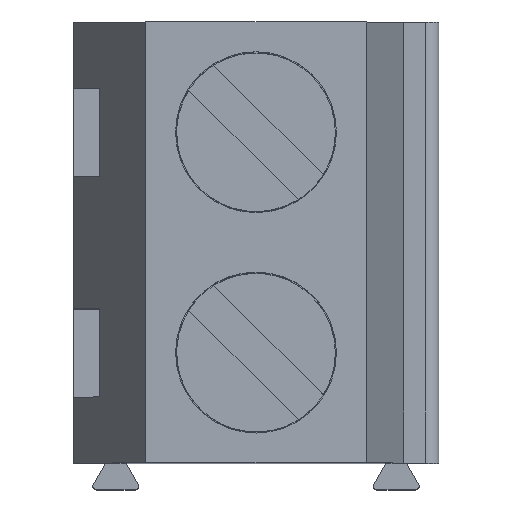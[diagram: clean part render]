
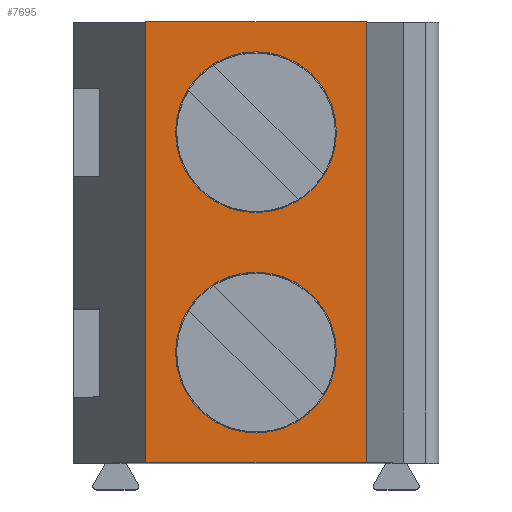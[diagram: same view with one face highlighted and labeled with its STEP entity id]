
A CAD part, top view. The second image highlights one B-rep face of the part: STEP entity #7695.
In plain terms, the highlighted planar face has unit normal (0, 0, 1).
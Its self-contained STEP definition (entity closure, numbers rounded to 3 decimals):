
#2481 = PLANE('',#2482);
#2482 = AXIS2_PLACEMENT_3D('',#2483,#2484,#2485);
#2483 = CARTESIAN_POINT('',(4.15,-5.,0.));
#2484 = DIRECTION('',(0.,-1.,0.));
#2485 = DIRECTION('',(0.,0.,-1.));
#2715 = PLANE('',#2716);
#2716 = AXIS2_PLACEMENT_3D('',#2717,#2718,#2719);
#2717 = CARTESIAN_POINT('',(4.15,5.,0.));
#2718 = DIRECTION('',(0.,-1.,0.));
#2719 = DIRECTION('',(0.,0.,-1.));
#3446 = VERTEX_POINT('',#3447);
#3447 = CARTESIAN_POINT('',(2.5,-5.,10.));
#3461 = PLANE('',#3462);
#3462 = AXIS2_PLACEMENT_3D('',#3463,#3464,#3465);
#3463 = CARTESIAN_POINT('',(2.5,5.,10.));
#3464 = DIRECTION('',(0.978,0.,0.208));
#3465 = DIRECTION('',(0.208,0.,-0.978)
  );
#3473 = EDGE_CURVE('',#3474,#3446,#3476,.T.);
#3474 = VERTEX_POINT('',#3475);
#3475 = CARTESIAN_POINT('',(-2.5,-5.,10.));
#3476 = SURFACE_CURVE('',#3477,(#3481,#3488),.PCURVE_S1.);
#3477 = LINE('',#3478,#3479);
#3478 = CARTESIAN_POINT('',(-2.5,-5.,10.));
#3479 = VECTOR('',#3480,1.);
#3480 = DIRECTION('',(1.,0.,0.));
#3481 = PCURVE('',#2481,#3482);
#3482 = DEFINITIONAL_REPRESENTATION('',(#3483),#3487);
#3483 = LINE('',#3484,#3485);
#3484 = CARTESIAN_POINT('',(-10.,-6.65));
#3485 = VECTOR('',#3486,1.);
#3486 = DIRECTION('',(0.,1.));
#3487 = ( GEOMETRIC_REPRESENTATION_CONTEXT(2) 
PARAMETRIC_REPRESENTATION_CONTEXT() REPRESENTATION_CONTEXT('2D SPACE',''
  ) );
#3488 = PCURVE('',#3489,#3494);
#3489 = PLANE('',#3490);
#3490 = AXIS2_PLACEMENT_3D('',#3491,#3492,#3493);
#3491 = CARTESIAN_POINT('',(-2.5,5.,10.));
#3492 = DIRECTION('',(0.,0.,1.));
#3493 = DIRECTION('',(1.,0.,0.));
#3494 = DEFINITIONAL_REPRESENTATION('',(#3495),#3499);
#3495 = LINE('',#3496,#3497);
#3496 = CARTESIAN_POINT('',(0.,-10.));
#3497 = VECTOR('',#3498,1.);
#3498 = DIRECTION('',(1.,0.));
#3499 = ( GEOMETRIC_REPRESENTATION_CONTEXT(2) 
PARAMETRIC_REPRESENTATION_CONTEXT() REPRESENTATION_CONTEXT('2D SPACE',''
  ) );
#3517 = PLANE('',#3518);
#3518 = AXIS2_PLACEMENT_3D('',#3519,#3520,#3521);
#3519 = CARTESIAN_POINT('',(-4.15,5.,4.));
#3520 = DIRECTION('',(-0.964,0.,0.265)
  );
#3521 = DIRECTION('',(0.265,0.,0.964)
  );
#4019 = VERTEX_POINT('',#4020);
#4020 = CARTESIAN_POINT('',(2.5,5.,10.));
#4041 = EDGE_CURVE('',#4042,#4019,#4044,.T.);
#4042 = VERTEX_POINT('',#4043);
#4043 = CARTESIAN_POINT('',(-2.5,5.,10.));
#4044 = SURFACE_CURVE('',#4045,(#4049,#4056),.PCURVE_S1.);
#4045 = LINE('',#4046,#4047);
#4046 = CARTESIAN_POINT('',(-2.5,5.,10.));
#4047 = VECTOR('',#4048,1.);
#4048 = DIRECTION('',(1.,0.,0.));
#4049 = PCURVE('',#2715,#4050);
#4050 = DEFINITIONAL_REPRESENTATION('',(#4051),#4055);
#4051 = LINE('',#4052,#4053);
#4052 = CARTESIAN_POINT('',(-10.,-6.65));
#4053 = VECTOR('',#4054,1.);
#4054 = DIRECTION('',(0.,1.));
#4055 = ( GEOMETRIC_REPRESENTATION_CONTEXT(2) 
PARAMETRIC_REPRESENTATION_CONTEXT() REPRESENTATION_CONTEXT('2D SPACE',''
  ) );
#4056 = PCURVE('',#3489,#4057);
#4057 = DEFINITIONAL_REPRESENTATION('',(#4058),#4062);
#4058 = LINE('',#4059,#4060);
#4059 = CARTESIAN_POINT('',(0.,0.));
#4060 = VECTOR('',#4061,1.);
#4061 = DIRECTION('',(1.,0.));
#4062 = ( GEOMETRIC_REPRESENTATION_CONTEXT(2) 
PARAMETRIC_REPRESENTATION_CONTEXT() REPRESENTATION_CONTEXT('2D SPACE',''
  ) );
#7675 = EDGE_CURVE('',#4042,#3474,#7676,.T.);
#7676 = SURFACE_CURVE('',#7677,(#7681,#7688),.PCURVE_S1.);
#7677 = LINE('',#7678,#7679);
#7678 = CARTESIAN_POINT('',(-2.5,5.,10.));
#7679 = VECTOR('',#7680,1.);
#7680 = DIRECTION('',(0.,-1.,0.));
#7681 = PCURVE('',#3517,#7682);
#7682 = DEFINITIONAL_REPRESENTATION('',(#7683),#7687);
#7683 = LINE('',#7684,#7685);
#7684 = CARTESIAN_POINT('',(6.223,0.));
#7685 = VECTOR('',#7686,1.);
#7686 = DIRECTION('',(0.,-1.));
#7687 = ( GEOMETRIC_REPRESENTATION_CONTEXT(2) 
PARAMETRIC_REPRESENTATION_CONTEXT() REPRESENTATION_CONTEXT('2D SPACE',''
  ) );
#7688 = PCURVE('',#3489,#7689);
#7689 = DEFINITIONAL_REPRESENTATION('',(#7690),#7694);
#7690 = LINE('',#7691,#7692);
#7691 = CARTESIAN_POINT('',(0.,0.));
#7692 = VECTOR('',#7693,1.);
#7693 = DIRECTION('',(0.,-1.));
#7694 = ( GEOMETRIC_REPRESENTATION_CONTEXT(2) 
PARAMETRIC_REPRESENTATION_CONTEXT() REPRESENTATION_CONTEXT('2D SPACE',''
  ) );
#7695 = ADVANCED_FACE('',(#7696,#7722,#7757),#3489,.T.);
#7696 = FACE_BOUND('',#7697,.T.);
#7697 = EDGE_LOOP('',(#7698,#7699,#7700,#7721));
#7698 = ORIENTED_EDGE('',*,*,#7675,.T.);
#7699 = ORIENTED_EDGE('',*,*,#3473,.T.);
#7700 = ORIENTED_EDGE('',*,*,#7701,.F.);
#7701 = EDGE_CURVE('',#4019,#3446,#7702,.T.);
#7702 = SURFACE_CURVE('',#7703,(#7707,#7714),.PCURVE_S1.);
#7703 = LINE('',#7704,#7705);
#7704 = CARTESIAN_POINT('',(2.5,5.,10.));
#7705 = VECTOR('',#7706,1.);
#7706 = DIRECTION('',(0.,-1.,0.));
#7707 = PCURVE('',#3489,#7708);
#7708 = DEFINITIONAL_REPRESENTATION('',(#7709),#7713);
#7709 = LINE('',#7710,#7711);
#7710 = CARTESIAN_POINT('',(5.,0.));
#7711 = VECTOR('',#7712,1.);
#7712 = DIRECTION('',(0.,-1.));
#7713 = ( GEOMETRIC_REPRESENTATION_CONTEXT(2) 
PARAMETRIC_REPRESENTATION_CONTEXT() REPRESENTATION_CONTEXT('2D SPACE',''
  ) );
#7714 = PCURVE('',#3461,#7715);
#7715 = DEFINITIONAL_REPRESENTATION('',(#7716),#7720);
#7716 = LINE('',#7717,#7718);
#7717 = CARTESIAN_POINT('',(0.,0.));
#7718 = VECTOR('',#7719,1.);
#7719 = DIRECTION('',(0.,-1.));
#7720 = ( GEOMETRIC_REPRESENTATION_CONTEXT(2) 
PARAMETRIC_REPRESENTATION_CONTEXT() REPRESENTATION_CONTEXT('2D SPACE',''
  ) );
#7721 = ORIENTED_EDGE('',*,*,#4041,.F.);
#7722 = FACE_BOUND('',#7723,.T.);
#7723 = EDGE_LOOP('',(#7724));
#7724 = ORIENTED_EDGE('',*,*,#7725,.T.);
#7725 = EDGE_CURVE('',#7726,#7726,#7728,.T.);
#7726 = VERTEX_POINT('',#7727);
#7727 = CARTESIAN_POINT('',(-1.825,2.5,10.));
#7728 = SURFACE_CURVE('',#7729,(#7734,#7745),.PCURVE_S1.);
#7729 = CIRCLE('',#7730,1.825);
#7730 = AXIS2_PLACEMENT_3D('',#7731,#7732,#7733);
#7731 = CARTESIAN_POINT('',(0.,2.5,10.));
#7732 = DIRECTION('',(-0.,0.,-1.));
#7733 = DIRECTION('',(-1.,0.,0.));
#7734 = PCURVE('',#3489,#7735);
#7735 = DEFINITIONAL_REPRESENTATION('',(#7736),#7744);
#7736 = ( BOUNDED_CURVE() B_SPLINE_CURVE(2,(#7737,#7738,#7739,#7740,
#7741,#7742,#7743),.UNSPECIFIED.,.T.,.F.) B_SPLINE_CURVE_WITH_KNOTS((1,2
    ,2,2,2,1),(-2.094,0.,2.094,4.189,
6.283,8.378),.UNSPECIFIED.) CURVE() 
GEOMETRIC_REPRESENTATION_ITEM() RATIONAL_B_SPLINE_CURVE((1.,0.5,1.,0.5,
1.,0.5,1.)) REPRESENTATION_ITEM('') );
#7737 = CARTESIAN_POINT('',(0.675,-2.5));
#7738 = CARTESIAN_POINT('',(0.675,0.661));
#7739 = CARTESIAN_POINT('',(3.413,-0.92));
#7740 = CARTESIAN_POINT('',(6.15,-2.5));
#7741 = CARTESIAN_POINT('',(3.413,-4.08));
#7742 = CARTESIAN_POINT('',(0.675,-5.661));
#7743 = CARTESIAN_POINT('',(0.675,-2.5));
#7744 = ( GEOMETRIC_REPRESENTATION_CONTEXT(2) 
PARAMETRIC_REPRESENTATION_CONTEXT() REPRESENTATION_CONTEXT('2D SPACE',''
  ) );
#7745 = PCURVE('',#7746,#7751);
#7746 = CYLINDRICAL_SURFACE('',#7747,1.825);
#7747 = AXIS2_PLACEMENT_3D('',#7748,#7749,#7750);
#7748 = CARTESIAN_POINT('',(0.,2.5,10.));
#7749 = DIRECTION('',(0.,0.,1.));
#7750 = DIRECTION('',(-1.,-0.,0.));
#7751 = DEFINITIONAL_REPRESENTATION('',(#7752),#7756);
#7752 = LINE('',#7753,#7754);
#7753 = CARTESIAN_POINT('',(-0.,0.));
#7754 = VECTOR('',#7755,1.);
#7755 = DIRECTION('',(-1.,0.));
#7756 = ( GEOMETRIC_REPRESENTATION_CONTEXT(2) 
PARAMETRIC_REPRESENTATION_CONTEXT() REPRESENTATION_CONTEXT('2D SPACE',''
  ) );
#7757 = FACE_BOUND('',#7758,.T.);
#7758 = EDGE_LOOP('',(#7759));
#7759 = ORIENTED_EDGE('',*,*,#7760,.F.);
#7760 = EDGE_CURVE('',#7761,#7761,#7763,.T.);
#7761 = VERTEX_POINT('',#7762);
#7762 = CARTESIAN_POINT('',(-1.825,-2.5,10.));
#7763 = SURFACE_CURVE('',#7764,(#7769,#7776),.PCURVE_S1.);
#7764 = CIRCLE('',#7765,1.825);
#7765 = AXIS2_PLACEMENT_3D('',#7766,#7767,#7768);
#7766 = CARTESIAN_POINT('',(0.,-2.5,10.));
#7767 = DIRECTION('',(0.,0.,1.));
#7768 = DIRECTION('',(-1.,0.,0.));
#7769 = PCURVE('',#3489,#7770);
#7770 = DEFINITIONAL_REPRESENTATION('',(#7771),#7775);
#7771 = CIRCLE('',#7772,1.825);
#7772 = AXIS2_PLACEMENT_2D('',#7773,#7774);
#7773 = CARTESIAN_POINT('',(2.5,-7.5));
#7774 = DIRECTION('',(-1.,-0.));
#7775 = ( GEOMETRIC_REPRESENTATION_CONTEXT(2) 
PARAMETRIC_REPRESENTATION_CONTEXT() REPRESENTATION_CONTEXT('2D SPACE',''
  ) );
#7776 = PCURVE('',#7777,#7782);
#7777 = CYLINDRICAL_SURFACE('',#7778,1.825);
#7778 = AXIS2_PLACEMENT_3D('',#7779,#7780,#7781);
#7779 = CARTESIAN_POINT('',(0.,-2.5,10.));
#7780 = DIRECTION('',(0.,0.,1.));
#7781 = DIRECTION('',(-1.,0.,0.));
#7782 = DEFINITIONAL_REPRESENTATION('',(#7783),#7787);
#7783 = LINE('',#7784,#7785);
#7784 = CARTESIAN_POINT('',(0.,0.));
#7785 = VECTOR('',#7786,1.);
#7786 = DIRECTION('',(1.,0.));
#7787 = ( GEOMETRIC_REPRESENTATION_CONTEXT(2) 
PARAMETRIC_REPRESENTATION_CONTEXT() REPRESENTATION_CONTEXT('2D SPACE',''
  ) );
